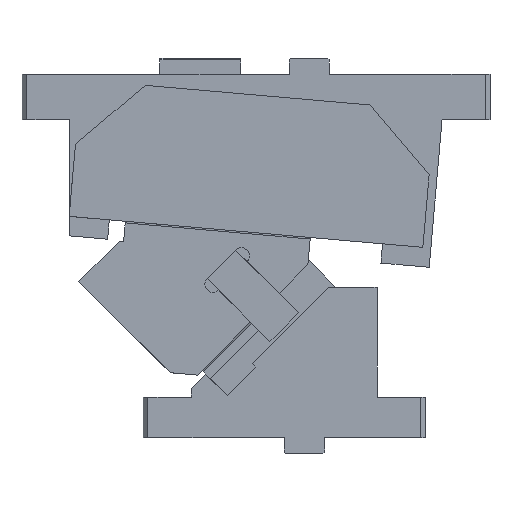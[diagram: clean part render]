
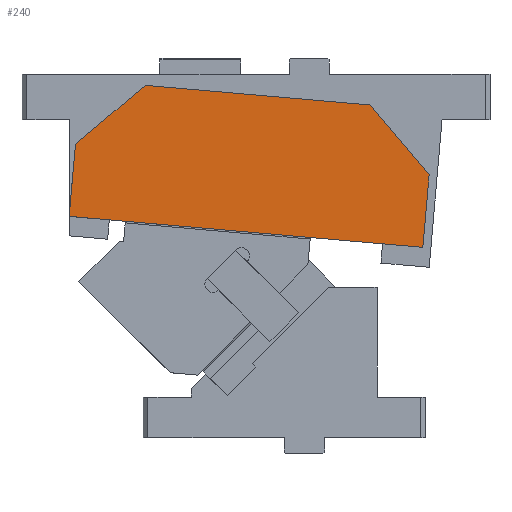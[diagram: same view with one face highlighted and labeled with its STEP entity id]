
A CAD part, left-side view. The second image highlights one B-rep face of the part: STEP entity #240.
In plain terms, the highlighted planar face has unit normal (-1, 0, 0).
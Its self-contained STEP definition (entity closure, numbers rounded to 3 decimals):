
#185=CARTESIAN_POINT('Axis2P3D Location',(267.967,428.722,-59.644)) ;
#190=CARTESIAN_POINT('Line Origine',(267.967,539.657,-65.528)) ;
#194=CARTESIAN_POINT('Vertex',(267.967,537.696,-43.114)) ;
#196=CARTESIAN_POINT('Vertex',(267.967,541.618,-87.942)) ;
#199=CARTESIAN_POINT('Line Origine',(267.967,432.037,-97.53)) ;
#203=CARTESIAN_POINT('Vertex',(267.967,322.456,-107.117)) ;
#206=CARTESIAN_POINT('Line Origine',(267.967,320.495,-84.702)) ;
#210=CARTESIAN_POINT('Vertex',(267.967,318.534,-62.288)) ;
#213=CARTESIAN_POINT('Line Origine',(267.967,336.714,-40.621)) ;
#217=CARTESIAN_POINT('Vertex',(267.967,354.895,-18.954)) ;
#220=CARTESIAN_POINT('Line Origine',(267.967,424.629,-12.853)) ;
#224=CARTESIAN_POINT('Vertex',(267.967,494.362,-6.752)) ;
#227=CARTESIAN_POINT('Line Origine',(267.967,516.029,-24.933)) ;
#186=DIRECTION('Axis2P3D Direction',(1.,0.,-0.)) ;
#187=DIRECTION('Axis2P3D XDirection',(0.,0.996,0.087)) ;
#191=DIRECTION('Vector Direction',(0.,0.087,-0.996)) ;
#200=DIRECTION('Vector Direction',(0.,-0.996,-0.087)) ;
#207=DIRECTION('Vector Direction',(0.,-0.087,0.996)) ;
#214=DIRECTION('Vector Direction',(0.,0.643,0.766)) ;
#221=DIRECTION('Vector Direction',(0.,0.996,0.087)) ;
#228=DIRECTION('Vector Direction',(0.,0.766,-0.643)) ;
#188=AXIS2_PLACEMENT_3D('Plane Axis2P3D',#185,#186,#187) ;
#233=ORIENTED_EDGE('',*,*,#198,.T.) ;
#234=ORIENTED_EDGE('',*,*,#205,.T.) ;
#235=ORIENTED_EDGE('',*,*,#212,.T.) ;
#236=ORIENTED_EDGE('',*,*,#219,.T.) ;
#237=ORIENTED_EDGE('',*,*,#226,.T.) ;
#238=ORIENTED_EDGE('',*,*,#231,.T.) ;
#192=VECTOR('Line Direction',#191,1.) ;
#201=VECTOR('Line Direction',#200,1.) ;
#208=VECTOR('Line Direction',#207,1.) ;
#215=VECTOR('Line Direction',#214,1.) ;
#222=VECTOR('Line Direction',#221,1.) ;
#229=VECTOR('Line Direction',#228,1.) ;
#240=ADVANCED_FACE('CAM HOLDER',(#239),#189,.F.) ;
#198=EDGE_CURVE('',#195,#197,#193,.T.) ;
#205=EDGE_CURVE('',#197,#204,#202,.T.) ;
#212=EDGE_CURVE('',#204,#211,#209,.T.) ;
#219=EDGE_CURVE('',#211,#218,#216,.T.) ;
#226=EDGE_CURVE('',#218,#225,#223,.T.) ;
#231=EDGE_CURVE('',#225,#195,#230,.T.) ;
#232=EDGE_LOOP('',(#233,#234,#235,#236,#237,#238)) ;
#239=FACE_OUTER_BOUND('',#232,.T.) ;
#193=LINE('Line',#190,#192) ;
#202=LINE('Line',#199,#201) ;
#209=LINE('Line',#206,#208) ;
#216=LINE('Line',#213,#215) ;
#223=LINE('Line',#220,#222) ;
#230=LINE('Line',#227,#229) ;
#189=PLANE('Plane',#188) ;
#195=VERTEX_POINT('',#194) ;
#197=VERTEX_POINT('',#196) ;
#204=VERTEX_POINT('',#203) ;
#211=VERTEX_POINT('',#210) ;
#218=VERTEX_POINT('',#217) ;
#225=VERTEX_POINT('',#224) ;
